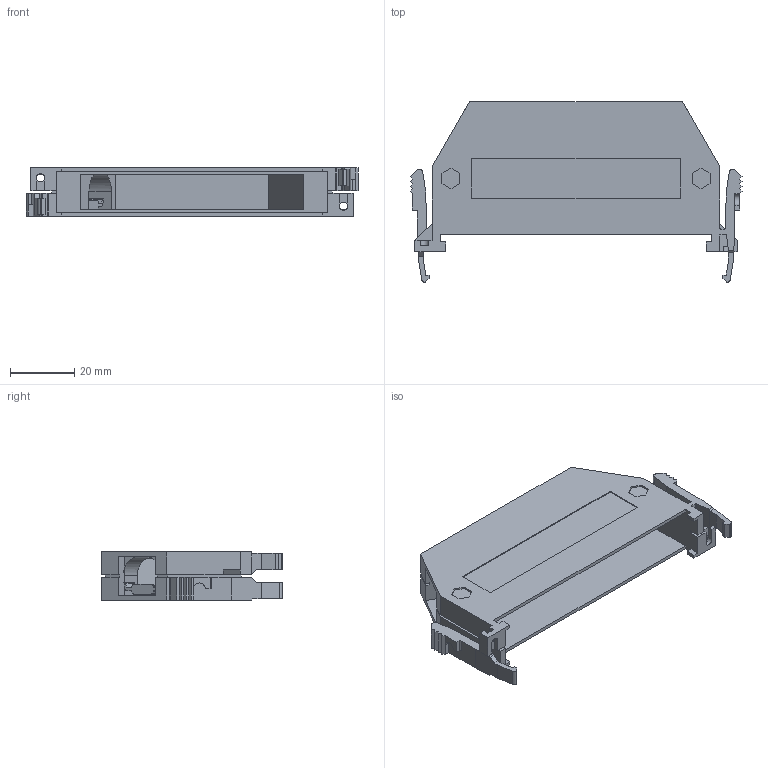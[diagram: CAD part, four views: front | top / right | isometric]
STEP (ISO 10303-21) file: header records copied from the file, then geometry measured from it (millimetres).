
FILE_DESCRIPTION(/* description */ (''),/* implementation_level */ '2;1');
FILE_NAME(/* name */ '100083530ugm000_b.stp',/* time_stamp */ '2017-03-21T13:11:08+01:00',/* author */ (''),/* organization */ (''),/* preprocessor_version */ 'ST-DEVELOPER v16',/* originating_system */ 'SIEMENS PLM Software NX 10.0',/* authorisation */ '');
FILE_SCHEMA (('AUTOMOTIVE_DESIGN { 1 0 10303 214 3 1 1 1 }'));
Length unit declared in the file: millimetre
Products named in the file (1): 100083530ugm000_b
Bounding box: 103 x 56 x 15 mm (x, y, z)
Volume: 24137.9 mm3; surface area: 18955.3 mm2
Topology: 1 solids, 1 shells, 277 faces, 802 edges, 529 vertices
Faces by surface type: plane 237, cylinder 40
Full cylindrical faces by diameter (mm): 2.6 x2, 5.5 x2
Entity records: 9304 total; most frequent: CARTESIAN_POINT 1604, ORIENTED_EDGE 1592, DIRECTION 1449, EDGE_CURVE 796, LINE 697, VECTOR 697, VERTEX_POINT 526, AXIS2_PLACEMENT_3D 376
